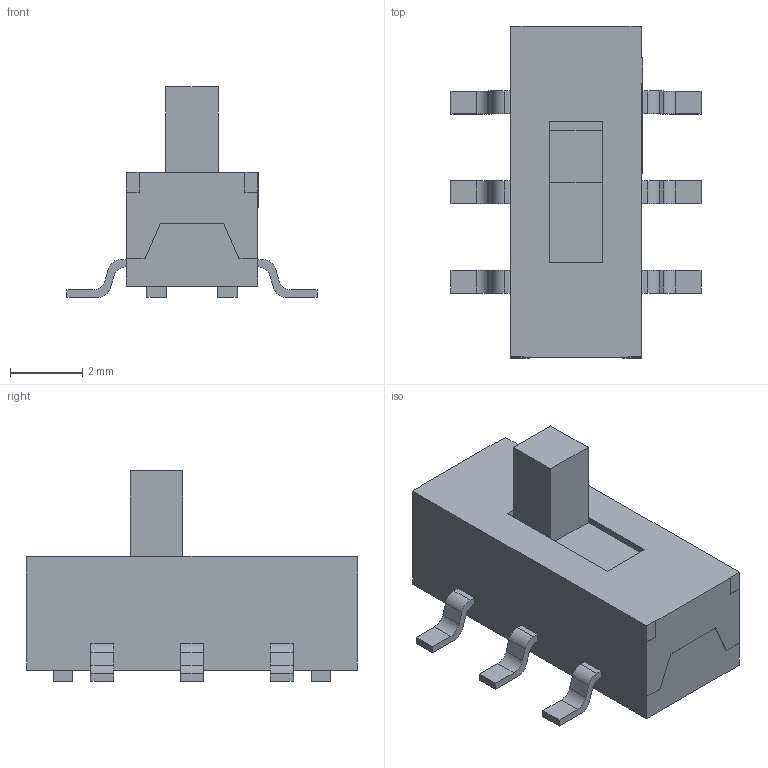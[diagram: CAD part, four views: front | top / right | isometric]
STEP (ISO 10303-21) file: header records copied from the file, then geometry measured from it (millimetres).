
FILE_DESCRIPTION(/* description */ ('Unknown'),/* implementation_level */ '2;1');
FILE_NAME(/* name */ 'SW_Slide_MSS22D18.step',/* time_stamp */ '2025-03-30T02:22:20+03:00',/* author */ (''),/* organization */ (''),/* preprocessor_version */ 'ST-DEVELOPER v20.1',/* originating_system */ 'Autodesk Translation Framework v14.4.0.0',/* authorisation */ '');
FILE_SCHEMA (('AUTOMOTIVE_DESIGN { 1 0 10303 214 3 1 1 }'));
Length unit declared in the file: millimetre
Products named in the file (1): Selector Switch - MSS22D18
Bounding box: 6.91 x 9.17 x 5.82 mm (x, y, z)
Volume: 110.9 mm3; surface area: 196.8 mm2
Topology: 1 solids, 21 shells, 316 faces, 786 edges, 524 vertices
Faces by surface type: plane 253, bspline 39, cylinder 24
Entity records: 10242 total; most frequent: CARTESIAN_POINT 2722, ORIENTED_EDGE 1572, DIRECTION 1312, EDGE_CURVE 786, LINE 660, VECTOR 660, VERTEX_POINT 524, EDGE_LOOP 340
